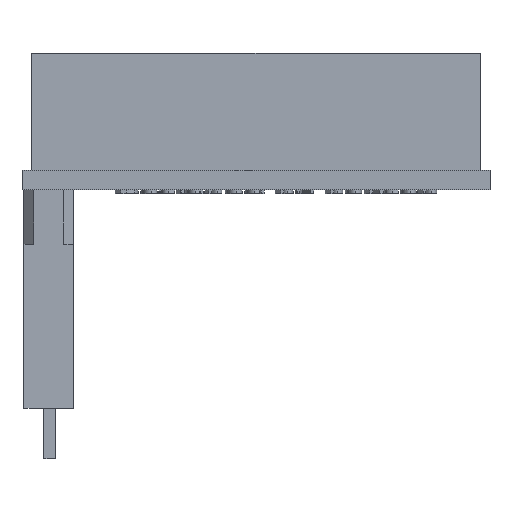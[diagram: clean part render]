
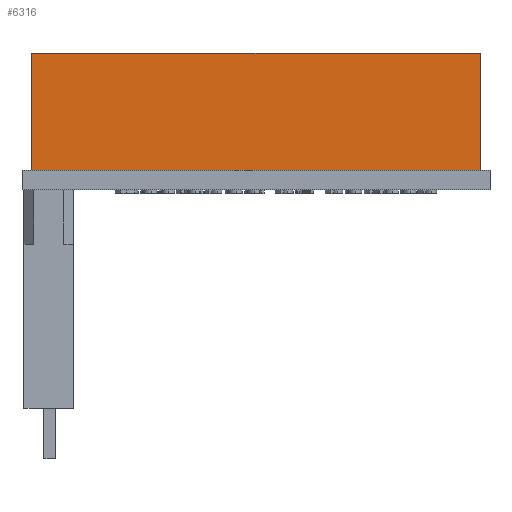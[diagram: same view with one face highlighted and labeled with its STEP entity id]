
A CAD part, top view. The second image highlights one B-rep face of the part: STEP entity #6316.
In plain terms, the highlighted planar face has unit normal (0, 0, 1).
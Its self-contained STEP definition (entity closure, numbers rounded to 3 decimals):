
#1241 = VECTOR ( 'NONE', #11271, 1000. ) ;
#1582 = CARTESIAN_POINT ( 'NONE',  ( 0., 0., 4.775 ) ) ;
#1652 = CARTESIAN_POINT ( 'NONE',  ( -10.284, 0., 4.775 ) ) ;
#1784 = CARTESIAN_POINT ( 'NONE',  ( 12.716, 6., 4.775 ) ) ;
#2103 = DIRECTION ( 'NONE',  ( 0., 0., -1. ) ) ;
#2784 = DIRECTION ( 'NONE',  ( 1., 0., 0. ) ) ;
#3305 = CARTESIAN_POINT ( 'NONE',  ( -10.284, 6., 4.775 ) ) ;
#3544 = VECTOR ( 'NONE', #10397, 1000. ) ;
#3795 = CARTESIAN_POINT ( 'NONE',  ( -10.284, 6., 4.775 ) ) ;
#3965 = VERTEX_POINT ( 'NONE', #3795 ) ;
#4095 = AXIS2_PLACEMENT_3D ( 'NONE', #9184, #2103, #10383 ) ;
#4880 = LINE ( 'NONE', #13110, #10801 ) ;
#5112 = LINE ( 'NONE', #1582, #13800 ) ;
#5364 = EDGE_LOOP ( 'NONE', ( #14706, #14991, #6347, #6444 ) ) ;
#6178 = VERTEX_POINT ( 'NONE', #9972 ) ;
#6316 = ADVANCED_FACE ( 'NONE', ( #12919 ), #11437, .F. ) ;
#6347 = ORIENTED_EDGE ( 'NONE', *, *, #8753, .F. ) ;
#6444 = ORIENTED_EDGE ( 'NONE', *, *, #10025, .T. ) ;
#6702 = LINE ( 'NONE', #3305, #3544 ) ;
#8118 = EDGE_CURVE ( 'NONE', #9839, #15303, #5112, .T. ) ;
#8195 = CARTESIAN_POINT ( 'NONE',  ( 12.716, 0., 4.775 ) ) ;
#8389 = DIRECTION ( 'NONE',  ( 1., 0., 0. ) ) ;
#8753 = EDGE_CURVE ( 'NONE', #3965, #6178, #4880, .T. ) ;
#9184 = CARTESIAN_POINT ( 'NONE',  ( 0., 6., 4.775 ) ) ;
#9839 = VERTEX_POINT ( 'NONE', #1652 ) ;
#9972 = CARTESIAN_POINT ( 'NONE',  ( 12.716, 6., 4.775 ) ) ;
#10025 = EDGE_CURVE ( 'NONE', #3965, #9839, #6702, .T. ) ;
#10383 = DIRECTION ( 'NONE',  ( -1., 0., 0. ) ) ;
#10397 = DIRECTION ( 'NONE',  ( 0., -1., 0. ) ) ;
#10723 = LINE ( 'NONE', #1784, #1241 ) ;
#10801 = VECTOR ( 'NONE', #8389, 1000. ) ;
#11271 = DIRECTION ( 'NONE',  ( 0., -1., 0. ) ) ;
#11437 = PLANE ( 'NONE',  #4095 ) ;
#12919 = FACE_OUTER_BOUND ( 'NONE', #5364, .T. ) ;
#13110 = CARTESIAN_POINT ( 'NONE',  ( 0., 6., 4.775 ) ) ;
#13366 = EDGE_CURVE ( 'NONE', #6178, #15303, #10723, .T. ) ;
#13800 = VECTOR ( 'NONE', #2784, 1000. ) ;
#14706 = ORIENTED_EDGE ( 'NONE', *, *, #8118, .T. ) ;
#14991 = ORIENTED_EDGE ( 'NONE', *, *, #13366, .F. ) ;
#15303 = VERTEX_POINT ( 'NONE', #8195 ) ;
